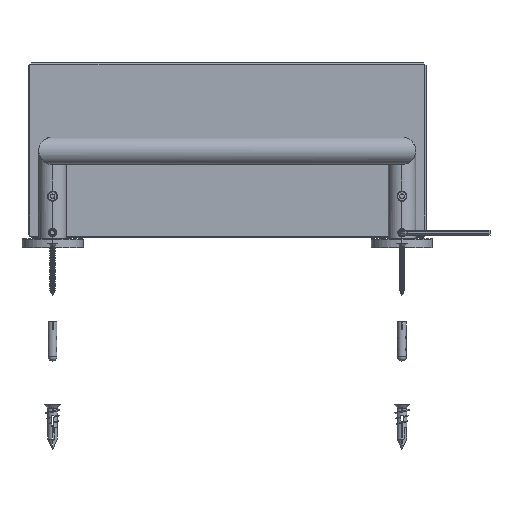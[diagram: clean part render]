
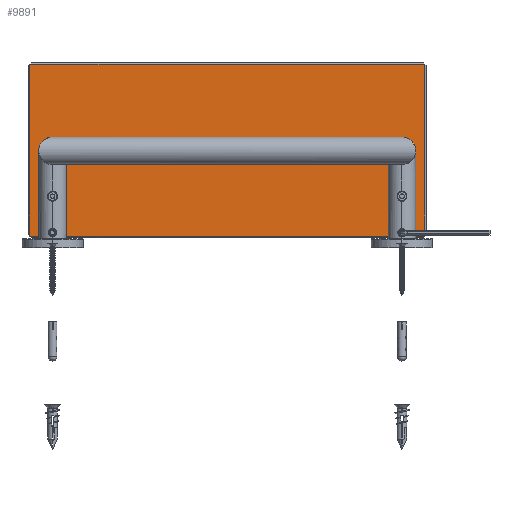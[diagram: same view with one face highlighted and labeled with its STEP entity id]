
A CAD part, front view. The second image highlights one B-rep face of the part: STEP entity #9891.
In plain terms, the highlighted planar face has unit normal (0, -1, 0).
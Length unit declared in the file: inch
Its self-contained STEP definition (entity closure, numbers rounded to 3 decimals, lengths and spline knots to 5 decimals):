
#9518=CARTESIAN_POINT('',(5.,-0.16,-1.319));
#9519=DIRECTION('',(0.,-1.,0.));
#9520=DIRECTION('',(1.,0.,0.));
#9521=AXIS2_PLACEMENT_3D('',#9518,#9519,#9520);
#9523=CARTESIAN_POINT('',(5.,-0.16,-1.319));
#9524=DIRECTION('',(0.,-1.,0.));
#9525=DIRECTION('',(-1.,0.,0.));
#9526=AXIS2_PLACEMENT_3D('',#9523,#9524,#9525);
#9528=CARTESIAN_POINT('',(-5.,-0.16,-1.319));
#9529=DIRECTION('',(0.,1.,0.));
#9530=DIRECTION('',(-1.,0.,0.));
#9531=AXIS2_PLACEMENT_3D('',#9528,#9529,#9530);
#9533=CARTESIAN_POINT('',(-5.,-0.16,-1.319));
#9534=DIRECTION('',(0.,1.,0.));
#9535=DIRECTION('',(1.,0.,0.));
#9536=AXIS2_PLACEMENT_3D('',#9533,#9534,#9535);
#9538=DIRECTION('',(0.,0.,-1.));
#9539=VECTOR('',#9538,4.92);
#9540=CARTESIAN_POINT('',(5.65,-0.16,2.46));
#9541=LINE('',#9540,#9539);
#9542=DIRECTION('',(-1.,0.,0.));
#9543=VECTOR('',#9542,11.3);
#9544=CARTESIAN_POINT('',(5.65,-0.16,-2.46));
#9545=LINE('',#9544,#9543);
#9546=DIRECTION('',(0.,0.,-1.));
#9547=VECTOR('',#9546,4.92);
#9548=CARTESIAN_POINT('',(-5.65,-0.16,2.46));
#9549=LINE('',#9548,#9547);
#9550=DIRECTION('',(1.,0.,0.));
#9551=VECTOR('',#9550,11.3);
#9552=CARTESIAN_POINT('',(-5.65,-0.16,2.46));
#9553=LINE('',#9552,#9551);
#9646=CARTESIAN_POINT('',(5.1575,-0.16,-1.319));
#9647=CARTESIAN_POINT('',(4.8425,-0.16,-1.319));
#9648=VERTEX_POINT('',#9646);
#9649=VERTEX_POINT('',#9647);
#9655=CARTESIAN_POINT('',(-5.1575,-0.16,-1.319));
#9657=VERTEX_POINT('',#9655);
#9659=CARTESIAN_POINT('',(-4.8425,-0.16,-1.319));
#9661=VERTEX_POINT('',#9659);
#9696=CARTESIAN_POINT('',(5.65,-0.16,2.46));
#9697=VERTEX_POINT('',#9696);
#9698=CARTESIAN_POINT('',(5.65,-0.16,-2.46));
#9699=VERTEX_POINT('',#9698);
#9702=CARTESIAN_POINT('',(-5.65,-0.16,2.46));
#9703=VERTEX_POINT('',#9702);
#9708=CARTESIAN_POINT('',(-5.65,-0.16,-2.46));
#9709=VERTEX_POINT('',#9708);
#9866=CARTESIAN_POINT('',(-5.69,-0.16,-2.5));
#9867=DIRECTION('',(0.,-1.,0.));
#9868=DIRECTION('',(1.,0.,0.));
#9869=AXIS2_PLACEMENT_3D('',#9866,#9867,#9868);
#9870=PLANE('',#9869);
#9872=ORIENTED_EDGE('',*,*,#9871,.T.);
#9873=ORIENTED_EDGE('',*,*,#9754,.T.);
#9875=ORIENTED_EDGE('',*,*,#9874,.F.);
#9877=ORIENTED_EDGE('',*,*,#9876,.T.);
#9878=EDGE_LOOP('',(#9872,#9873,#9875,#9877));
#9879=FACE_OUTER_BOUND('',#9878,.F.);
#9880=ORIENTED_EDGE('',*,*,#9856,.T.);
#9882=ORIENTED_EDGE('',*,*,#9881,.T.);
#9883=EDGE_LOOP('',(#9880,#9882));
#9884=FACE_BOUND('',#9883,.F.);
#9886=ORIENTED_EDGE('',*,*,#9885,.F.);
#9888=ORIENTED_EDGE('',*,*,#9887,.F.);
#9889=EDGE_LOOP('',(#9886,#9888));
#9890=FACE_BOUND('',#9889,.F.);
#9891=ADVANCED_FACE('',(#9879,#9884,#9890),#9870,.T.);
#9522=CIRCLE('',#9521,0.1575);
#9527=CIRCLE('',#9526,0.1575);
#9532=CIRCLE('',#9531,0.1575);
#9537=CIRCLE('',#9536,0.1575);
#9754=EDGE_CURVE('',#9699,#9709,#9545,.T.);
#9856=EDGE_CURVE('',#9648,#9649,#9522,.T.);
#9871=EDGE_CURVE('',#9697,#9699,#9541,.T.);
#9874=EDGE_CURVE('',#9703,#9709,#9549,.T.);
#9876=EDGE_CURVE('',#9703,#9697,#9553,.T.);
#9881=EDGE_CURVE('',#9649,#9648,#9527,.T.);
#9885=EDGE_CURVE('',#9657,#9661,#9532,.T.);
#9887=EDGE_CURVE('',#9661,#9657,#9537,.T.);
